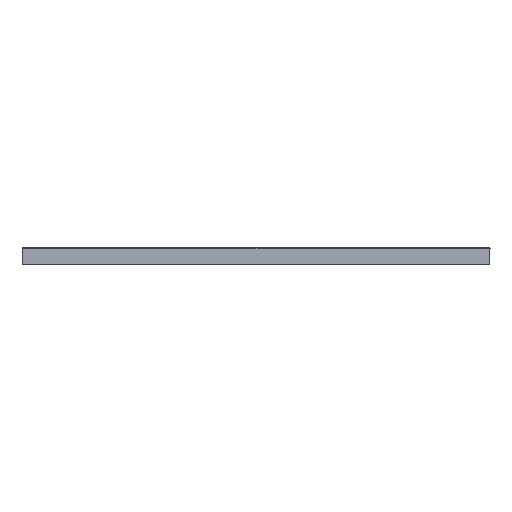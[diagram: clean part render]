
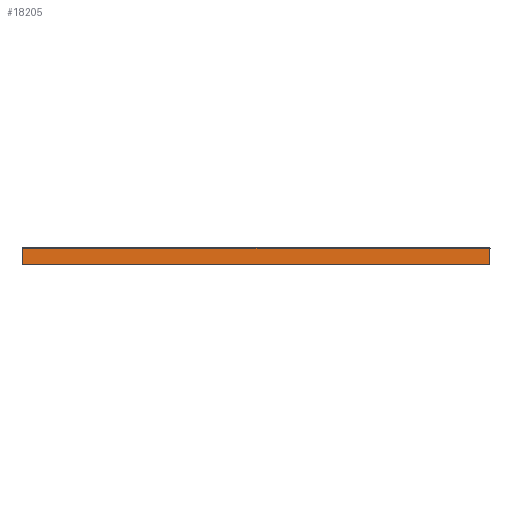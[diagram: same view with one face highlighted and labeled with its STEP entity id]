
A CAD part, top view. The second image highlights one B-rep face of the part: STEP entity #18205.
In plain terms, the highlighted planar face has unit normal (0, 0.035, 0.999).
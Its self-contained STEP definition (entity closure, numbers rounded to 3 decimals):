
#1=CARTESIAN_POINT('',(-550.,-1.967,436.172));
#2=CARTESIAN_POINT('',(-548.742,-1.968,436.172));
#3=CARTESIAN_POINT('',(-522.734,-1.987,436.173));
#4=CARTESIAN_POINT('',(-469.4,-2.022,436.174));
#5=CARTESIAN_POINT('',(-417.325,-2.039,436.174));
#6=CARTESIAN_POINT('',(-390.,-2.039,436.174));
#8=CARTESIAN_POINT('',(390.,-2.039,436.174));
#9=CARTESIAN_POINT('',(411.432,-2.039,436.174));
#10=CARTESIAN_POINT('',(453.946,-2.028,436.174));
#11=CARTESIAN_POINT('',(507.28,-1.998,436.172));
#12=CARTESIAN_POINT('',(539.182,-1.975,436.172));
#13=CARTESIAN_POINT('',(550.,-1.967,436.172));
#15=DIRECTION('',(0.,-0.999,0.035));
#16=VECTOR('',#15,38.056);
#17=CARTESIAN_POINT('',(-550.,-1.967,436.172));
#18=LINE('',#17,#16);
#75=DIRECTION('',(1.,0.,0.));
#76=VECTOR('',#75,1100.);
#77=CARTESIAN_POINT('',(-550.,-40.,437.5));
#78=LINE('',#77,#76);
#335=DIRECTION('',(0.,0.999,-0.035));
#336=VECTOR('',#335,38.056);
#337=CARTESIAN_POINT('',(550.,-40.,437.5));
#338=LINE('',#337,#336);
#422=CARTESIAN_POINT('',(390.,-2.039,436.174));
#423=CARTESIAN_POINT('',(382.521,-2.039,436.174));
#424=CARTESIAN_POINT('',(367.914,-2.038,436.174));
#425=CARTESIAN_POINT('',(347.324,-2.035,436.174));
#426=CARTESIAN_POINT('',(327.249,-2.032,436.174));
#427=CARTESIAN_POINT('',(306.81,-2.027,436.174));
#428=CARTESIAN_POINT('',(284.526,-2.02,436.174));
#429=CARTESIAN_POINT('',(261.408,-2.012,436.173));
#430=CARTESIAN_POINT('',(236.609,-2.003,436.173));
#431=CARTESIAN_POINT('',(208.467,-1.993,436.173));
#432=CARTESIAN_POINT('',(177.16,-1.981,436.172));
#433=CARTESIAN_POINT('',(141.394,-1.967,436.172));
#434=CARTESIAN_POINT('',(114.374,-1.959,436.172));
#435=CARTESIAN_POINT('',(100.087,-1.955,436.171));
#461=DIRECTION('',(-1.,0.,0.));
#462=VECTOR('',#461,100.087);
#463=CARTESIAN_POINT('',(100.087,-1.955,436.171));
#464=LINE('',#463,#462);
#470=DIRECTION('',(-1.,0.,0.));
#471=VECTOR('',#470,100.087);
#472=CARTESIAN_POINT('',(0.,-1.955,
436.171));
#473=LINE('',#472,#471);
#504=CARTESIAN_POINT('',(-100.087,-1.955,436.171));
#505=CARTESIAN_POINT('',(-132.117,-1.964,436.172));
#506=CARTESIAN_POINT('',(-196.299,-1.983,436.172));
#507=CARTESIAN_POINT('',(-292.936,-2.011,436.173));
#508=CARTESIAN_POINT('',(-357.605,-2.029,436.174));
#509=CARTESIAN_POINT('',(-390.,-2.039,436.174));
#16544=CARTESIAN_POINT('',(-550.,-1.967,436.172));
#16545=CARTESIAN_POINT('',(-550.,-40.,437.5));
#16546=VERTEX_POINT('',#16544);
#16547=VERTEX_POINT('',#16545);
#16548=VERTEX_POINT('',#6);
#16549=VERTEX_POINT('',#504);
#16550=CARTESIAN_POINT('',(0.,-1.955,
436.171));
#16551=VERTEX_POINT('',#16550);
#16552=CARTESIAN_POINT('',(100.087,-1.955,
436.171));
#16553=VERTEX_POINT('',#16552);
#16554=VERTEX_POINT('',#422);
#16555=VERTEX_POINT('',#13);
#16556=CARTESIAN_POINT('',(550.,-40.,437.5));
#16557=VERTEX_POINT('',#16556);
#18180=CARTESIAN_POINT('',(0.,-20.977,436.836));
#18181=DIRECTION('',(0.,0.035,0.999));
#18182=DIRECTION('',(0.,0.999,-0.035));
#18183=AXIS2_PLACEMENT_3D('',#18180,#18181,#18182);
#18184=PLANE('',#18183);
#18186=ORIENTED_EDGE('',*,*,#18185,.F.);
#18188=ORIENTED_EDGE('',*,*,#18187,.T.);
#18190=ORIENTED_EDGE('',*,*,#18189,.F.);
#18192=ORIENTED_EDGE('',*,*,#18191,.F.);
#18194=ORIENTED_EDGE('',*,*,#18193,.F.);
#18196=ORIENTED_EDGE('',*,*,#18195,.F.);
#18198=ORIENTED_EDGE('',*,*,#18197,.T.);
#18200=ORIENTED_EDGE('',*,*,#18199,.F.);
#18202=ORIENTED_EDGE('',*,*,#18201,.F.);
#18203=EDGE_LOOP('',(#18186,#18188,#18190,#18192,#18194,#18196,#18198,#18200,
#18202));
#18204=FACE_OUTER_BOUND('',#18203,.F.);
#18205=ADVANCED_FACE('',(#18204),#18184,.T.);
#7=B_SPLINE_CURVE_WITH_KNOTS('',3,(#1,#2,#3,#4,#5,#6),.UNSPECIFIED.,.F.,.F.,(4,
1,1,4),(0.,0.024,0.488,1.),.UNSPECIFIED.);
#14=B_SPLINE_CURVE_WITH_KNOTS('',3,(#8,#9,#10,#11,#12,#13),.UNSPECIFIED.,.F.,
.F.,(4,1,1,4),(0.,0.402,0.797,1.),.UNSPECIFIED.);
#436=B_SPLINE_CURVE_WITH_KNOTS('',3,(#422,#423,#424,#425,#426,#427,#428,#429,
#430,#431,#432,#433,#434,#435),.UNSPECIFIED.,.F.,.F.,(4,1,1,1,1,1,1,1,1,1,1,4),(
0.,0.091,0.182,0.273,0.364,
0.455,0.545,0.636,0.727,
0.818,0.909,1.),.UNSPECIFIED.);
#510=B_SPLINE_CURVE_WITH_KNOTS('',3,(#504,#505,#506,#507,#508,#509),
.UNSPECIFIED.,.F.,.F.,(4,1,1,4),(0.,0.333,0.667,1.),
.UNSPECIFIED.);
#18185=EDGE_CURVE('',#16546,#16547,#18,.T.);
#18187=EDGE_CURVE('',#16546,#16548,#7,.T.);
#18189=EDGE_CURVE('',#16549,#16548,#510,.T.);
#18191=EDGE_CURVE('',#16551,#16549,#473,.T.);
#18193=EDGE_CURVE('',#16553,#16551,#464,.T.);
#18195=EDGE_CURVE('',#16554,#16553,#436,.T.);
#18197=EDGE_CURVE('',#16554,#16555,#14,.T.);
#18199=EDGE_CURVE('',#16557,#16555,#338,.T.);
#18201=EDGE_CURVE('',#16547,#16557,#78,.T.);
